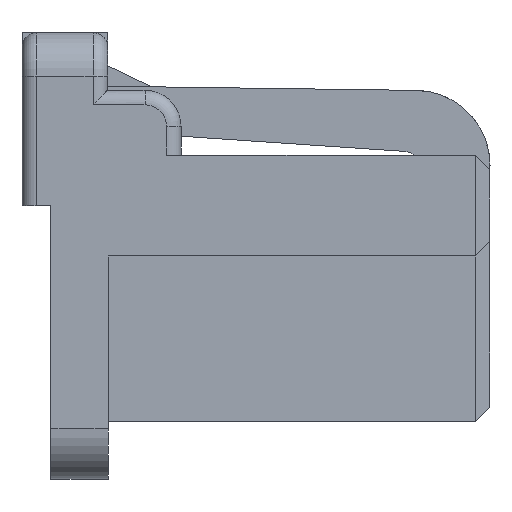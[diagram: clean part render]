
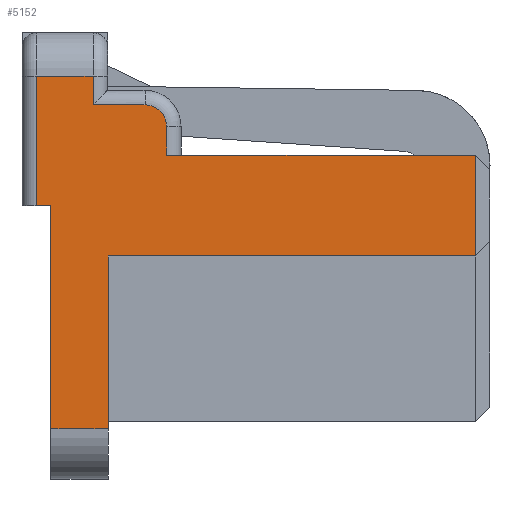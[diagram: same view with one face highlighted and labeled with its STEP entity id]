
A CAD part, left-side view. The second image highlights one B-rep face of the part: STEP entity #5152.
In plain terms, the highlighted planar face has unit normal (-1, 0, 0).
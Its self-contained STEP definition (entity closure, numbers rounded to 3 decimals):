
#792=DIRECTION('',(0.,0.,1.));
#793=VECTOR('',#792,3.1);
#794=CARTESIAN_POINT('',(-5.05,5.8,-2.24));
#795=LINE('',#794,#793);
#896=DIRECTION('',(0.,1.,0.));
#897=VECTOR('',#896,0.3);
#898=CARTESIAN_POINT('',(-5.05,5.5,-2.24));
#899=LINE('',#898,#897);
#900=DIRECTION('',(0.,1.,0.));
#901=VECTOR('',#900,0.5);
#902=CARTESIAN_POINT('',(-5.05,5.,-2.24));
#903=LINE('',#902,#901);
#938=DIRECTION('',(0.,1.,0.));
#939=VECTOR('',#938,5.1);
#940=CARTESIAN_POINT('',(-5.05,-0.1,0.16));
#941=LINE('',#940,#939);
#950=CARTESIAN_POINT('',(-5.05,4.491,1.96));
#951=DIRECTION('',(-1.,0.,0.));
#952=DIRECTION('',(0.,-1.,0.));
#953=AXIS2_PLACEMENT_3D('',#950,#951,#952);
#955=DIRECTION('',(0.,1.,0.));
#956=VECTOR('',#955,4.291);
#957=CARTESIAN_POINT('',(-5.05,-0.1,1.56));
#958=LINE('',#957,#956);
#959=DIRECTION('',(0.,0.,1.));
#960=VECTOR('',#959,1.4);
#961=CARTESIAN_POINT('',(-5.05,-0.1,0.16));
#962=LINE('',#961,#960);
#963=DIRECTION('',(0.,0.,1.));
#964=VECTOR('',#963,2.4);
#965=CARTESIAN_POINT('',(-5.05,5.,-2.24));
#966=LINE('',#965,#964);
#972=DIRECTION('',(0.,1.,0.));
#973=VECTOR('',#972,0.2);
#974=CARTESIAN_POINT('',(-5.05,5.8,0.86));
#975=LINE('',#974,#973);
#988=DIRECTION('',(0.,0.,1.));
#989=VECTOR('',#988,1.8);
#990=CARTESIAN_POINT('',(-5.05,6.,0.86));
#991=LINE('',#990,#989);
#1024=DIRECTION('',(0.,-1.,0.));
#1025=VECTOR('',#1024,0.788);
#1026=CARTESIAN_POINT('',(-5.05,6.,2.66));
#1027=LINE('',#1026,#1025);
#1585=DIRECTION('',(0.,0.,-1.));
#1586=VECTOR('',#1585,0.4);
#1587=CARTESIAN_POINT('',(-5.05,4.191,1.96));
#1588=LINE('',#1587,#1586);
#1608=DIRECTION('',(0.,-1.,0.));
#1609=VECTOR('',#1608,0.721);
#1610=CARTESIAN_POINT('',(-5.05,5.212,2.26));
#1611=LINE('',#1610,#1609);
#1627=DIRECTION('',(0.,0.,-1.));
#1628=VECTOR('',#1627,0.4);
#1629=CARTESIAN_POINT('',(-5.05,5.212,2.66));
#1630=LINE('',#1629,#1628);
#3505=CARTESIAN_POINT('',(-5.05,5.8,-2.24));
#3507=VERTEX_POINT('',#3505);
#3508=CARTESIAN_POINT('',(-5.05,5.8,0.86));
#3509=VERTEX_POINT('',#3508);
#3614=CARTESIAN_POINT('',(-5.05,5.,0.16));
#3615=VERTEX_POINT('',#3614);
#3616=CARTESIAN_POINT('',(-5.05,5.,-2.24));
#3617=VERTEX_POINT('',#3616);
#3624=CARTESIAN_POINT('',(-5.05,-0.1,0.16));
#3625=VERTEX_POINT('',#3624);
#3626=CARTESIAN_POINT('',(-5.05,6.,0.86));
#3627=VERTEX_POINT('',#3626);
#3628=CARTESIAN_POINT('',(-5.05,5.5,-2.24));
#3629=VERTEX_POINT('',#3628);
#3630=CARTESIAN_POINT('',(-5.05,-0.1,1.56));
#3631=VERTEX_POINT('',#3630);
#3632=CARTESIAN_POINT('',(-5.05,4.191,1.56));
#3633=VERTEX_POINT('',#3632);
#3634=CARTESIAN_POINT('',(-5.05,4.191,1.96));
#3635=VERTEX_POINT('',#3634);
#3636=CARTESIAN_POINT('',(-5.05,4.491,2.26));
#3637=VERTEX_POINT('',#3636);
#3638=CARTESIAN_POINT('',(-5.05,5.212,2.26));
#3639=VERTEX_POINT('',#3638);
#3640=CARTESIAN_POINT('',(-5.05,5.212,2.66));
#3641=VERTEX_POINT('',#3640);
#3642=CARTESIAN_POINT('',(-5.05,6.,2.66));
#3643=VERTEX_POINT('',#3642);
#5122=CARTESIAN_POINT('',(-5.05,6.2,2.46));
#5123=DIRECTION('',(-1.,0.,0.));
#5124=DIRECTION('',(0.,0.,1.));
#5125=AXIS2_PLACEMENT_3D('',#5122,#5123,#5124);
#5126=PLANE('',#5125);
#5128=ORIENTED_EDGE('',*,*,#5127,.T.);
#5130=ORIENTED_EDGE('',*,*,#5129,.T.);
#5132=ORIENTED_EDGE('',*,*,#5131,.T.);
#5134=ORIENTED_EDGE('',*,*,#5133,.T.);
#5136=ORIENTED_EDGE('',*,*,#5135,.T.);
#5138=ORIENTED_EDGE('',*,*,#5137,.F.);
#5140=ORIENTED_EDGE('',*,*,#5139,.T.);
#5142=ORIENTED_EDGE('',*,*,#5141,.F.);
#5144=ORIENTED_EDGE('',*,*,#5143,.F.);
#5145=ORIENTED_EDGE('',*,*,#5114,.T.);
#5146=ORIENTED_EDGE('',*,*,#5086,.F.);
#5147=ORIENTED_EDGE('',*,*,#5062,.T.);
#5148=ORIENTED_EDGE('',*,*,#5060,.T.);
#5149=ORIENTED_EDGE('',*,*,#4941,.T.);
#5150=EDGE_LOOP('',(#5128,#5130,#5132,#5134,#5136,#5138,#5140,#5142,#5144,#5145,
#5146,#5147,#5148,#5149));
#5151=FACE_OUTER_BOUND('',#5150,.F.);
#5152=ADVANCED_FACE('',(#5151),#5126,.T.);
#954=CIRCLE('',#953,0.3);
#4941=EDGE_CURVE('',#3507,#3509,#795,.T.);
#5060=EDGE_CURVE('',#3629,#3507,#899,.T.);
#5062=EDGE_CURVE('',#3617,#3629,#903,.T.);
#5086=EDGE_CURVE('',#3617,#3615,#966,.T.);
#5114=EDGE_CURVE('',#3625,#3615,#941,.T.);
#5127=EDGE_CURVE('',#3509,#3627,#975,.T.);
#5129=EDGE_CURVE('',#3627,#3643,#991,.T.);
#5131=EDGE_CURVE('',#3643,#3641,#1027,.T.);
#5133=EDGE_CURVE('',#3641,#3639,#1630,.T.);
#5135=EDGE_CURVE('',#3639,#3637,#1611,.T.);
#5137=EDGE_CURVE('',#3635,#3637,#954,.T.);
#5139=EDGE_CURVE('',#3635,#3633,#1588,.T.);
#5141=EDGE_CURVE('',#3631,#3633,#958,.T.);
#5143=EDGE_CURVE('',#3625,#3631,#962,.T.);
